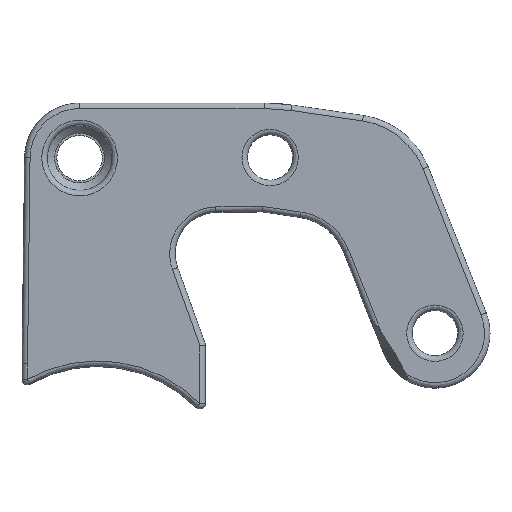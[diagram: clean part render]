
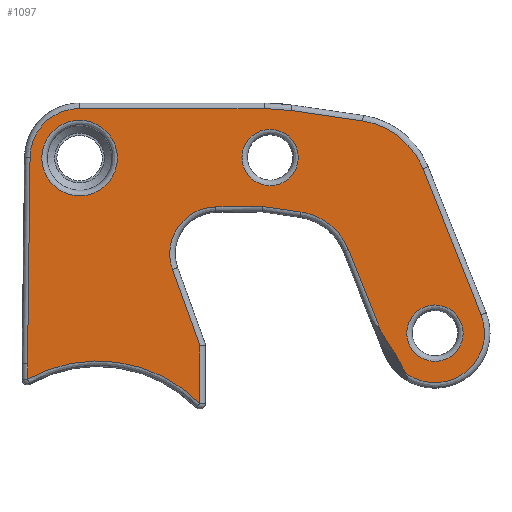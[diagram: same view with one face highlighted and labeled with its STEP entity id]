
A CAD part, left-side view. The second image highlights one B-rep face of the part: STEP entity #1097.
In plain terms, the highlighted planar face has unit normal (-1, 0, 0).
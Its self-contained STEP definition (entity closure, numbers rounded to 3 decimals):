
#21=(
BOUNDED_CURVE()
B_SPLINE_CURVE(2,(#1871,#1872,#1873),.UNSPECIFIED.,.F.,.F.)
B_SPLINE_CURVE_WITH_KNOTS((3,3),(0.466,0.826),
 .UNSPECIFIED.)
CURVE()
GEOMETRIC_REPRESENTATION_ITEM()
RATIONAL_B_SPLINE_CURVE((1.22,1.29,1.338))
REPRESENTATION_ITEM('')
);
#23=FACE_BOUND('',#360,.T.);
#24=FACE_BOUND('',#361,.T.);
#25=FACE_BOUND('',#362,.T.);
#45=B_SPLINE_CURVE_WITH_KNOTS('',3,(#1879,#1880,#1881,#1882,#1883),
 .UNSPECIFIED.,.F.,.F.,(4,1,4),(0.144,0.743,1.191),
 .UNSPECIFIED.);
#46=B_SPLINE_CURVE_WITH_KNOTS('',3,(#1887,#1888,#1889,#1890),
 .UNSPECIFIED.,.F.,.F.,(4,4),(-0.001,0.144),
 .UNSPECIFIED.);
#47=B_SPLINE_CURVE_WITH_KNOTS('',3,(#1901,#1902,#1903,#1904,#1905,#1906),
 .UNSPECIFIED.,.F.,.F.,(4,1,1,4),(0.012,0.829,
1.374,1.918),.UNSPECIFIED.);
#48=B_SPLINE_CURVE_WITH_KNOTS('',3,(#1911,#1912,#1913,#1914,#1915),
 .UNSPECIFIED.,.F.,.F.,(4,1,4),(-1.191,-0.743,-0.144),
 .UNSPECIFIED.);
#66=PLANE('',#1191);
#94=LINE('',#1682,#175);
#97=LINE('',#1869,#178);
#98=LINE('',#1877,#179);
#99=LINE('',#1885,#180);
#100=LINE('',#1892,#181);
#101=LINE('',#1895,#182);
#102=LINE('',#1897,#183);
#103=LINE('',#1899,#184);
#104=LINE('',#1908,#185);
#105=LINE('',#1910,#186);
#175=VECTOR('',#1336,10.);
#178=VECTOR('',#1351,10.);
#179=VECTOR('',#1354,10.);
#180=VECTOR('',#1355,10.);
#181=VECTOR('',#1356,10.);
#182=VECTOR('',#1359,10.);
#183=VECTOR('',#1360,10.);
#184=VECTOR('',#1361,10.);
#185=VECTOR('',#1362,10.);
#186=VECTOR('',#1363,10.);
#290=FACE_OUTER_BOUND('',#359,.T.);
#359=EDGE_LOOP('',(#800,#801,#802,#803,#804,#805,#806,#807,#808,#809,#810,
#811,#812,#813,#814,#815,#816,#817));
#360=EDGE_LOOP('',(#818));
#361=EDGE_LOOP('',(#819));
#362=EDGE_LOOP('',(#820));
#428=CIRCLE('',#1178,10.453);
#434=CIRCLE('',#1190,2.75);
#435=CIRCLE('',#1192,3.6);
#436=CIRCLE('',#1193,3.6);
#437=CIRCLE('',#1194,2.05);
#438=CIRCLE('',#1195,2.05);
#481=VERTEX_POINT('',#1611);
#491=VERTEX_POINT('',#1667);
#494=VERTEX_POINT('',#1681);
#499=VERTEX_POINT('',#1863);
#500=VERTEX_POINT('',#1867);
#501=VERTEX_POINT('',#1868);
#502=VERTEX_POINT('',#1870);
#503=VERTEX_POINT('',#1874);
#504=VERTEX_POINT('',#1876);
#505=VERTEX_POINT('',#1878);
#506=VERTEX_POINT('',#1884);
#507=VERTEX_POINT('',#1886);
#508=VERTEX_POINT('',#1891);
#509=VERTEX_POINT('',#1893);
#510=VERTEX_POINT('',#1896);
#511=VERTEX_POINT('',#1898);
#512=VERTEX_POINT('',#1900);
#513=VERTEX_POINT('',#1907);
#514=VERTEX_POINT('',#1909);
#515=VERTEX_POINT('',#1916);
#516=VERTEX_POINT('',#1918);
#596=EDGE_CURVE('',#481,#491,#428,.T.);
#603=EDGE_CURVE('',#491,#494,#94,.T.);
#612=EDGE_CURVE('',#499,#499,#434,.T.);
#613=EDGE_CURVE('',#500,#501,#97,.T.);
#614=EDGE_CURVE('',#500,#502,#21,.T.);
#615=EDGE_CURVE('',#503,#502,#435,.T.);
#616=EDGE_CURVE('',#504,#503,#98,.T.);
#617=EDGE_CURVE('',#505,#504,#45,.T.);
#618=EDGE_CURVE('',#506,#505,#99,.T.);
#619=EDGE_CURVE('',#507,#506,#46,.T.);
#620=EDGE_CURVE('',#508,#507,#100,.T.);
#621=EDGE_CURVE('',#509,#508,#436,.T.);
#622=EDGE_CURVE('',#494,#509,#101,.T.);
#623=EDGE_CURVE('',#510,#481,#102,.T.);
#624=EDGE_CURVE('',#511,#510,#103,.T.);
#625=EDGE_CURVE('',#512,#511,#47,.T.);
#626=EDGE_CURVE('',#513,#512,#104,.T.);
#627=EDGE_CURVE('',#514,#513,#105,.T.);
#628=EDGE_CURVE('',#501,#514,#48,.T.);
#629=EDGE_CURVE('',#515,#515,#437,.T.);
#630=EDGE_CURVE('',#516,#516,#438,.T.);
#800=ORIENTED_EDGE('',*,*,#613,.F.);
#801=ORIENTED_EDGE('',*,*,#614,.T.);
#802=ORIENTED_EDGE('',*,*,#615,.F.);
#803=ORIENTED_EDGE('',*,*,#616,.F.);
#804=ORIENTED_EDGE('',*,*,#617,.F.);
#805=ORIENTED_EDGE('',*,*,#618,.F.);
#806=ORIENTED_EDGE('',*,*,#619,.F.);
#807=ORIENTED_EDGE('',*,*,#620,.F.);
#808=ORIENTED_EDGE('',*,*,#621,.F.);
#809=ORIENTED_EDGE('',*,*,#622,.F.);
#810=ORIENTED_EDGE('',*,*,#603,.F.);
#811=ORIENTED_EDGE('',*,*,#596,.F.);
#812=ORIENTED_EDGE('',*,*,#623,.F.);
#813=ORIENTED_EDGE('',*,*,#624,.F.);
#814=ORIENTED_EDGE('',*,*,#625,.F.);
#815=ORIENTED_EDGE('',*,*,#626,.F.);
#816=ORIENTED_EDGE('',*,*,#627,.F.);
#817=ORIENTED_EDGE('',*,*,#628,.F.);
#818=ORIENTED_EDGE('',*,*,#629,.F.);
#819=ORIENTED_EDGE('',*,*,#630,.F.);
#820=ORIENTED_EDGE('',*,*,#612,.F.);
#1097=ADVANCED_FACE('',(#290,#23,#24,#25),#66,.F.);
#1178=AXIS2_PLACEMENT_3D('',#1668,#1317,#1318);
#1190=AXIS2_PLACEMENT_3D('',#1865,#1347,#1348);
#1191=AXIS2_PLACEMENT_3D('',#1866,#1349,#1350);
#1192=AXIS2_PLACEMENT_3D('',#1875,#1352,#1353);
#1193=AXIS2_PLACEMENT_3D('',#1894,#1357,#1358);
#1194=AXIS2_PLACEMENT_3D('',#1917,#1364,#1365);
#1195=AXIS2_PLACEMENT_3D('',#1919,#1366,#1367);
#1317=DIRECTION('center_axis',(-1.,0.,0.));
#1318=DIRECTION('ref_axis',(0.,-0.001,1.));
#1336=DIRECTION('',(0.,-0.002,1.));
#1347=DIRECTION('center_axis',(-1.,0.,0.));
#1348=DIRECTION('ref_axis',(0.,0.002,-1.));
#1349=DIRECTION('center_axis',(1.,0.,0.));
#1350=DIRECTION('ref_axis',(0.,0.,-1.));
#1351=DIRECTION('',(0.,0.369,0.929));
#1352=DIRECTION('center_axis',(1.,0.,0.));
#1353=DIRECTION('ref_axis',(0.,0.002,-1.));
#1354=DIRECTION('',(0.,-0.369,-0.929));
#1355=DIRECTION('',(0.,-0.989,-0.145));
#1356=DIRECTION('',(0.,-1.,0.));
#1357=DIRECTION('center_axis',(1.,0.,0.));
#1358=DIRECTION('ref_axis',(0.,-0.002,1.));
#1359=DIRECTION('',(0.,-0.012,1.));
#1360=DIRECTION('',(0.,0.002,-1.));
#1361=DIRECTION('',(0.,-0.339,-0.941));
#1362=DIRECTION('',(0.,1.,-0.011));
#1363=DIRECTION('',(0.,0.989,0.145));
#1364=DIRECTION('center_axis',(-1.,0.,0.));
#1365=DIRECTION('ref_axis',(0.,0.002,-1.));
#1366=DIRECTION('center_axis',(-1.,0.,0.));
#1367=DIRECTION('ref_axis',(0.,0.002,-1.));
#1611=CARTESIAN_POINT('',(13.37,23.006,89.02));
#1667=CARTESIAN_POINT('',(13.37,35.538,90.78));
#1668=CARTESIAN_POINT('Origin',(13.37,30.428,81.661));
#1681=CARTESIAN_POINT('',(13.37,35.536,91.896));
#1682=CARTESIAN_POINT('',(13.37,35.53,95.608));
#1863=CARTESIAN_POINT('',(13.37,31.748,109.614));
#1865=CARTESIAN_POINT('Origin',(13.37,31.752,106.864));
#1866=CARTESIAN_POINT('Origin',(13.37,18.928,99.293));
#1867=CARTESIAN_POINT('',(13.37,9.852,94.287));
#1868=CARTESIAN_POINT('',(13.37,12.204,100.207));
#1869=CARTESIAN_POINT('',(13.37,12.932,102.039));
#1870=CARTESIAN_POINT('',(13.37,8.039,91.224));
#1871=CARTESIAN_POINT('Ctrl Pts',(13.37,9.852,94.287));
#1872=CARTESIAN_POINT('Ctrl Pts',(13.37,8.731,92.629));
#1873=CARTESIAN_POINT('Ctrl Pts',(13.37,8.039,91.224));
#1874=CARTESIAN_POINT('',(13.37,2.571,95.461));
#1875=CARTESIAN_POINT('Origin',(13.37,5.917,94.132));
#1876=CARTESIAN_POINT('',(13.37,6.792,106.085));
#1877=CARTESIAN_POINT('',(13.37,4.343,99.922));
#1878=CARTESIAN_POINT('',(13.37,11.185,109.558));
#1879=CARTESIAN_POINT('Ctrl Pts',(13.37,11.185,109.558));
#1880=CARTESIAN_POINT('Ctrl Pts',(13.37,10.079,109.396));
#1881=CARTESIAN_POINT('Ctrl Pts',(13.37,8.237,108.516));
#1882=CARTESIAN_POINT('Ctrl Pts',(13.37,7.101,106.863));
#1883=CARTESIAN_POINT('Ctrl Pts',(13.37,6.792,106.085));
#1884=CARTESIAN_POINT('',(13.37,16.371,110.318));
#1885=CARTESIAN_POINT('',(13.37,12.525,109.754));
#1886=CARTESIAN_POINT('',(13.37,18.339,110.461));
#1887=CARTESIAN_POINT('Ctrl Pts',(13.37,18.339,110.461));
#1888=CARTESIAN_POINT('Ctrl Pts',(13.37,17.681,110.461));
#1889=CARTESIAN_POINT('Ctrl Pts',(13.37,17.023,110.413));
#1890=CARTESIAN_POINT('Ctrl Pts',(13.37,16.371,110.318));
#1891=CARTESIAN_POINT('',(13.37,31.752,110.464));
#1892=CARTESIAN_POINT('',(13.37,18.123,110.461));
#1893=CARTESIAN_POINT('',(13.37,35.352,106.908));
#1894=CARTESIAN_POINT('Origin',(13.37,31.752,106.864));
#1895=CARTESIAN_POINT('',(13.37,35.398,103.201));
#1896=CARTESIAN_POINT('',(13.37,22.999,93.204));
#1897=CARTESIAN_POINT('',(13.37,22.999,93.51));
#1898=CARTESIAN_POINT('',(13.37,25.001,98.756));
#1899=CARTESIAN_POINT('',(13.37,23.625,94.939));
#1900=CARTESIAN_POINT('',(13.37,21.84,103.309));
#1901=CARTESIAN_POINT('Ctrl Pts',(13.37,21.84,103.309));
#1902=CARTESIAN_POINT('Ctrl Pts',(13.37,22.766,103.299));
#1903=CARTESIAN_POINT('Ctrl Pts',(13.37,24.289,102.614));
#1904=CARTESIAN_POINT('Ctrl Pts',(13.37,25.304,100.61));
#1905=CARTESIAN_POINT('Ctrl Pts',(13.37,25.211,99.336));
#1906=CARTESIAN_POINT('Ctrl Pts',(13.37,25.001,98.756));
#1907=CARTESIAN_POINT('',(13.37,18.453,103.346));
#1908=CARTESIAN_POINT('',(13.37,22.517,103.302));
#1909=CARTESIAN_POINT('',(13.37,15.655,102.936));
#1910=CARTESIAN_POINT('',(13.37,18.38,103.335));
#1911=CARTESIAN_POINT('Ctrl Pts',(13.37,12.204,100.207));
#1912=CARTESIAN_POINT('Ctrl Pts',(13.37,12.447,100.819));
#1913=CARTESIAN_POINT('Ctrl Pts',(13.37,13.339,102.118));
#1914=CARTESIAN_POINT('Ctrl Pts',(13.37,14.787,102.809));
#1915=CARTESIAN_POINT('Ctrl Pts',(13.37,15.655,102.936));
#1916=CARTESIAN_POINT('',(13.37,17.897,108.953));
#1917=CARTESIAN_POINT('Origin',(13.37,17.901,106.903));
#1918=CARTESIAN_POINT('',(13.37,5.913,96.182));
#1919=CARTESIAN_POINT('Origin',(13.37,5.917,94.132));
